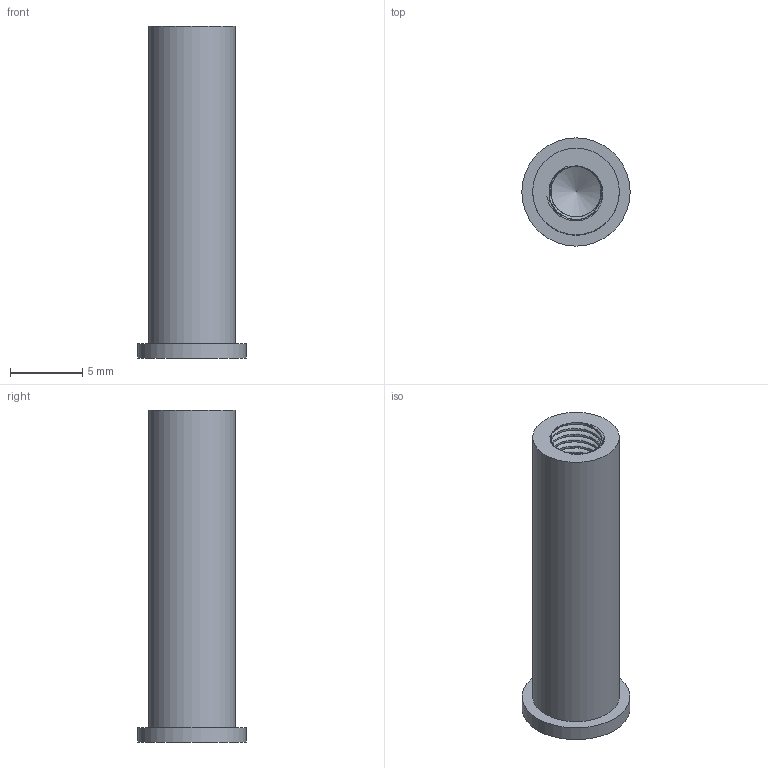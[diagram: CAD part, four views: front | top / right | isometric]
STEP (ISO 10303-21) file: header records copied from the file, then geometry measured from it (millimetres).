
FILE_DESCRIPTION(/* description */ (''),/* implementation_level */ '2;1');
FILE_NAME(/* name */ '23mm.step',/* time_stamp */ '2024-12-12T17:45:39+08:00',/* author */ (''),/* organization */ (''),/* preprocessor_version */ 'ST-DEVELOPER v20',/* originating_system */ 'Autodesk Translation Framework v13.20.0.188',/* authorisation */ '');
FILE_SCHEMA (('AUTOMOTIVE_DESIGN { 1 0 10303 214 3 1 1 }'));
Length unit declared in the file: millimetre
Products named in the file (1): FusionComponent
Bounding box: 7.5 x 7.5 x 23 mm (x, y, z)
Volume: 440.7 mm3; surface area: 918.3 mm2
Topology: 1 solids, 1 shells, 91 faces, 262 edges, 174 vertices
Faces by surface type: cylinder 84, plane 4, bspline 2, cone 1
Full cylindrical faces by diameter (mm): 3.529 x20, 4.086 x11, 6 x1, 7.5 x1
Entity records: 7516 total; most frequent: CARTESIAN_POINT 5420, ORIENTED_EDGE 522, DIRECTION 283, EDGE_CURVE 261, VERTEX_POINT 174, B_SPLINE_CURVE_WITH_KNOTS 168, AXIS2_PLACEMENT_3D 100, EDGE_LOOP 93
